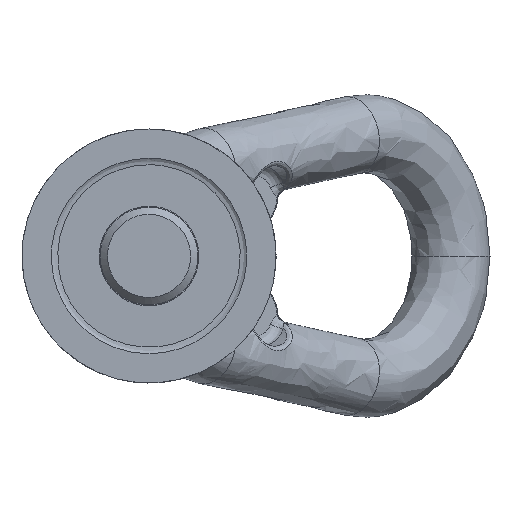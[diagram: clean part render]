
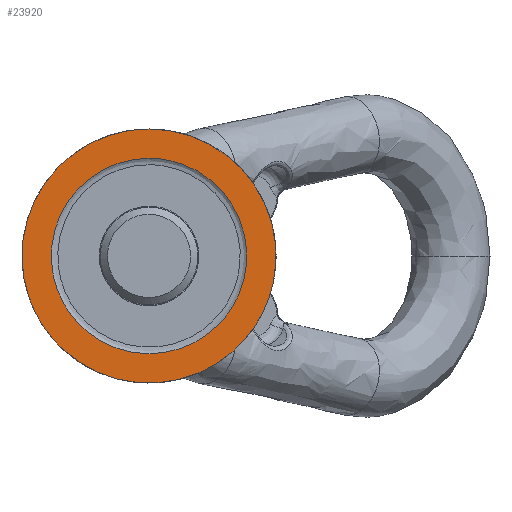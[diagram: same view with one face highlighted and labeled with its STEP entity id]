
A CAD part, front view. The second image highlights one B-rep face of the part: STEP entity #23920.
In plain terms, the highlighted free-form (B-spline) face has degree [1, 1] with [2, 2] control points.
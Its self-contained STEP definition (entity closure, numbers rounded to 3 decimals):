
#23862=CARTESIAN_POINT('V3606',(0.0,-5.5,26.0));
#23863=VERTEX_POINT('V3606',#23862);
#23869=CARTESIAN_POINT('E12',(0.0,-5.5,26.0));
#23870=CARTESIAN_POINT('E12',(45.033,-5.5,
   26.0));
#23871=CARTESIAN_POINT('E12',(22.517,-5.5,
   -13.0));
#23872=CARTESIAN_POINT('E12',(0.,-5.5,
   -52.0));
#23873=CARTESIAN_POINT('E12',(-22.517,-5.5,
   -13.0));
#23874=CARTESIAN_POINT('E12',(-45.033,-5.5,
   26.0));
#23875=CARTESIAN_POINT('E12',(0.0,-5.5,26.0));
#23883=(BOUNDED_CURVE()B_SPLINE_CURVE(2,(#23869,#23870,#23871,
   #23872,#23873,#23874,#23875),.CIRCULAR_ARC.,.T.,.U.)
   B_SPLINE_CURVE_WITH_KNOTS((3,2,2,3),(0.0,3.217,
   6.433,9.65),.UNSPECIFIED.)CURVE()
   GEOMETRIC_REPRESENTATION_ITEM()RATIONAL_B_SPLINE_CURVE((1.0,
   0.5,1.0,0.5,1.0,0.5,1.0)
   )REPRESENTATION_ITEM('E12'));
#23884=EDGE_CURVE('E12',#23863,#23863,#23883,.T.);
#23891=CARTESIAN_POINT('F37',(-28.6,-5.5,
   -28.6));
#23892=CARTESIAN_POINT('F37',(28.6,-5.5,
   -28.6));
#23893=CARTESIAN_POINT('F37',(-28.6,-5.5,
   28.6));
#23894=CARTESIAN_POINT('F37',(28.6,-5.5,
   28.6));
#23895=QUASI_UNIFORM_SURFACE('F37',1,1,((#23891,#23893),(#23892,
   #23894)),.PLANE_SURF.,.F.,.F.,.U.);
#23896=ORIENTED_EDGE('E12',*,*,#23884,.F.);
#23897=EDGE_LOOP('F37',(#23896));
#23898=FACE_OUTER_BOUND('F37',#23897,.T.);
#23899=CARTESIAN_POINT('V3687',(0.0,-5.5,20.0));
#23900=VERTEX_POINT('V3687',#23899);
#23901=CARTESIAN_POINT('E163',(0.0,-5.5,20.0));
#23902=CARTESIAN_POINT('E163',(-34.641,
   -5.5,20.0));
#23903=CARTESIAN_POINT('E163',(-17.321,
   -5.5,-10.0));
#23904=CARTESIAN_POINT('E163',(0.,-5.5,
   -40.0));
#23905=CARTESIAN_POINT('E163',(17.321,-5.5,
   -10.0));
#23906=CARTESIAN_POINT('E163',(34.641,-5.5,
   20.0));
#23907=CARTESIAN_POINT('E163',(0.0,-5.5,20.0));
#23915=(BOUNDED_CURVE()B_SPLINE_CURVE(2,(#23901,#23902,#23903,
   #23904,#23905,#23906,#23907),.CIRCULAR_ARC.,.T.,.U.)
   B_SPLINE_CURVE_WITH_KNOTS((3,2,2,3),(0.0,44.415,
   88.83,133.245),.UNSPECIFIED.)CURVE()
   GEOMETRIC_REPRESENTATION_ITEM()RATIONAL_B_SPLINE_CURVE((1.0,
   0.5,1.0,0.5,1.0,0.5,1.0)
   )REPRESENTATION_ITEM('E163'));
#23916=EDGE_CURVE('E163',#23900,#23900,#23915,.T.);
#23917=ORIENTED_EDGE('E163',*,*,#23916,.F.);
#23918=EDGE_LOOP('F37',(#23917));
#23919=FACE_BOUND('F37',#23918,.T.);
#23920=ADVANCED_FACE('F37',(#23898,#23919),#23895,.T.);
